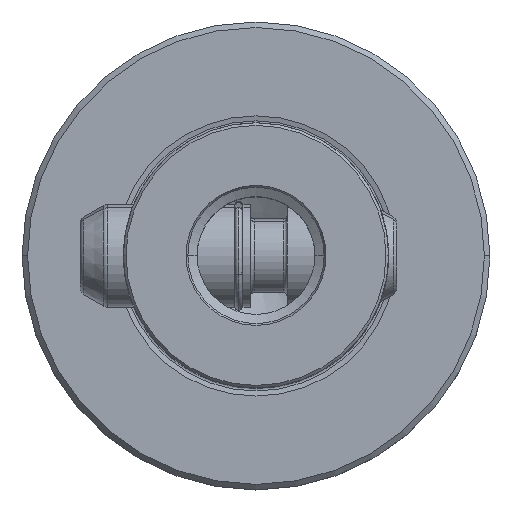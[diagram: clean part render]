
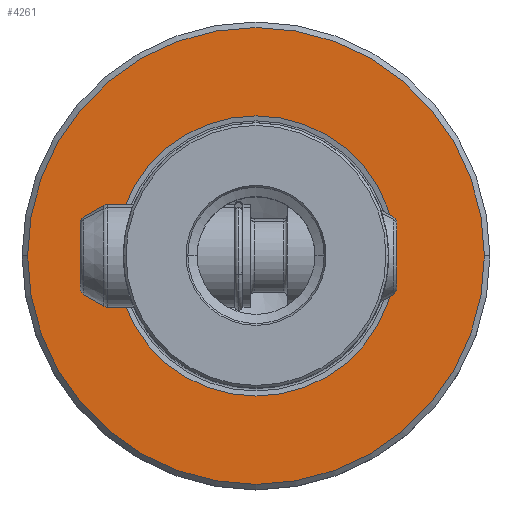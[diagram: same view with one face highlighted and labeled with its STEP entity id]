
A CAD part, top view. The second image highlights one B-rep face of the part: STEP entity #4261.
In plain terms, the highlighted planar face has unit normal (0, 0, 1).
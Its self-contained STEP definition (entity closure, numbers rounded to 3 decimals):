
#2217=VERTEX_POINT('NONE',#6224);
#3155=EDGE_CURVE('NONE',#2217,#4625,#7251,.T.);
#4091=EDGE_CURVE('NONE',#5065,#4205,#8288,.T.);
#4205=VERTEX_POINT('NONE',#8415);
#4261=ADVANCED_FACE('NONE',(#8477,#8478),#8479,.T.);
#4625=VERTEX_POINT('NONE',#8877);
#4703=EDGE_CURVE('NONE',#4205,#5065,#8963,.F.);
#5065=VERTEX_POINT('NONE',#9365);
#5689=EDGE_CURVE('NONE',#4625,#2217,#10072,.T.);
#6224=CARTESIAN_POINT('',(-31.0,0.,0.0));
#7251=CIRCLE('',#27760,31.0);
#8288=CIRCLE('',#38331,19.012);
#8415=CARTESIAN_POINT('',(-19.012,0.,0.0));
#8477=FACE_OUTER_BOUND('',#42941,.T.);
#8478=FACE_BOUND('',#42942,.T.);
#8479=PLANE('',#42943);
#8877=CARTESIAN_POINT('',(31.0,0.,0.0));
#8963=CIRCLE('',#47662,19.012);
#9365=CARTESIAN_POINT('',(19.012,0.,0.0));
#10072=CIRCLE('',#65743,31.0);
#27760=AXIS2_PLACEMENT_3D('',#68348,#68349,#68350);
#38331=AXIS2_PLACEMENT_3D('',#69599,#69600,#69601);
#42941=EDGE_LOOP('',(#69824,#69825));
#42942=EDGE_LOOP('',(#69826,#69827));
#42943=AXIS2_PLACEMENT_3D('',#69828,#69829,#69830);
#47662=AXIS2_PLACEMENT_3D('',#70369,#70370,#70371);
#65743=AXIS2_PLACEMENT_3D('',#71700,#71701,#71702);
#68348=CARTESIAN_POINT('',(0.0,0.0,0.0));
#68349=DIRECTION('',(0.0,0.0,-1.0));
#68350=DIRECTION('',(-1.0,0.,0.0));
#69599=CARTESIAN_POINT('',(0.0,0.0,0.0));
#69600=DIRECTION('',(-0.0,0.0,1.0));
#69601=DIRECTION('',(1.0,0.,0.0));
#69824=ORIENTED_EDGE('',*,*,#3155,.F.);
#69825=ORIENTED_EDGE('',*,*,#5689,.F.);
#69826=ORIENTED_EDGE('',*,*,#4091,.F.);
#69827=ORIENTED_EDGE('',*,*,#4703,.F.);
#69828=CARTESIAN_POINT('',(-18.0,0.0,0.0));
#69829=DIRECTION('',(-0.0,0.0,1.0));
#69830=DIRECTION('',(0.0,1.0,0.0));
#70369=CARTESIAN_POINT('',(0.0,0.0,0.0));
#70370=DIRECTION('',(0.0,0.0,-1.0));
#70371=DIRECTION('',(1.0,0.,0.0));
#71700=CARTESIAN_POINT('',(0.0,0.0,0.0));
#71701=DIRECTION('',(0.0,0.0,-1.0));
#71702=DIRECTION('',(-1.0,0.,0.0));
